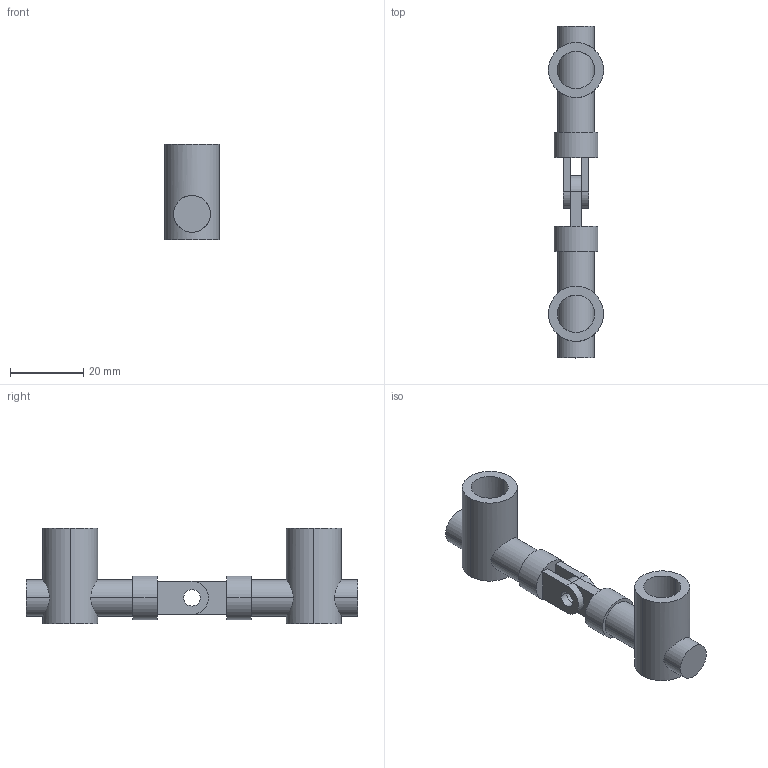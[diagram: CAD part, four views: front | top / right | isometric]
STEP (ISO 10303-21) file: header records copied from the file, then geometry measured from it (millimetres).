
FILE_DESCRIPTION (( 'STEP AP203' ), '1' );
FILE_NAME ('084.306.018.STEP', '2015-05-29T13:08:47', ( '' ), ( '' ), 'SwSTEP 2.0', 'SolidWorks 2012', '' );
FILE_SCHEMA (( 'CONFIG_CONTROL_DESIGN' ));
Length unit declared in the file: millimetre
Products named in the file (4): 1.JNT.002C; 1.JNT.002A; 1.JNT.002B; 084.306.018
Assembly tree (4 placements, depth 2):
  084.306.018
    1.JNT.002C  x2
    1.JNT.002A
    1.JNT.002B
Bounding box: 15 x 90.4 x 26 mm (x, y, z)
Volume: 11332.2 mm3; surface area: 7937.9 mm2
Topology: 4 solids, 4 shells, 59 faces, 142 edges, 94 vertices
Faces by surface type: cylinder 31, plane 22, cone 6
Entity records: 2132 total; most frequent: CARTESIAN_POINT 534, DIRECTION 260, ORIENTED_EDGE 226, EDGE_CURVE 113, AXIS2_PLACEMENT_3D 103, VERTEX_POINT 75, EDGE_LOOP 62, VECTOR 54
